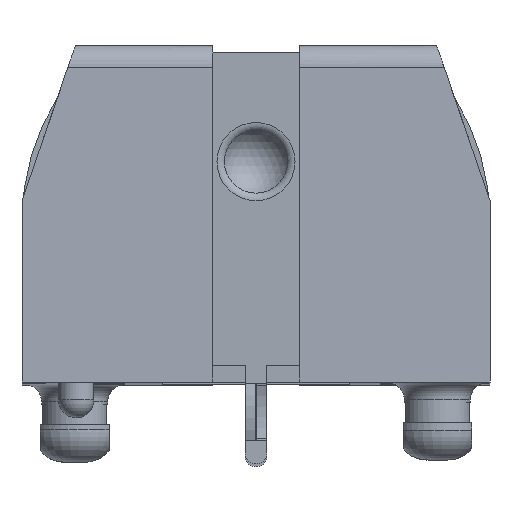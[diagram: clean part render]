
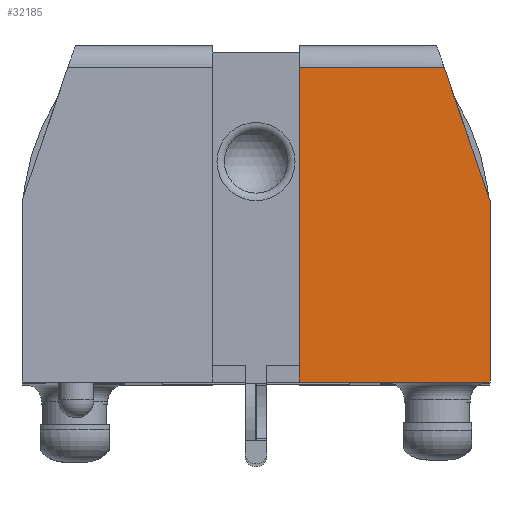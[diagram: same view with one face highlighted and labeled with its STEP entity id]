
A CAD part, top view. The second image highlights one B-rep face of the part: STEP entity #32185.
In plain terms, the highlighted planar face has unit normal (0, 0.018, 1).
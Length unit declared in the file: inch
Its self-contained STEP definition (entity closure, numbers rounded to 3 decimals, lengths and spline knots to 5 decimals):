
#428 = CARTESIAN_POINT ( 'NONE',  ( -0.0776, -0.39958, 1.40989 ) ) ;
#956 = CARTESIAN_POINT ( 'NONE',  ( 0.4039, 0.14612, 1.40037 ) ) ;
#3186 = VECTOR ( 'NONE', #36525, 39.37008 ) ;
#9611 = DIRECTION ( 'NONE',  ( -1., 0., 0. ) ) ;
#9667 = CARTESIAN_POINT ( 'NONE',  ( 0.4039, -0.39958, 1.40989 ) ) ;
#10001 = VERTEX_POINT ( 'NONE', #9667 ) ;
#10033 = ORIENTED_EDGE ( 'NONE', *, *, #14799, .F. ) ;
#10438 = EDGE_LOOP ( 'NONE', ( #20120, #14719, #36361, #10033, #19115 ) ) ;
#12146 = VERTEX_POINT ( 'NONE', #23815 ) ;
#13245 = LINE ( 'NONE', #956, #28698 ) ;
#13868 = LINE ( 'NONE', #428, #30290 ) ;
#14615 = EDGE_CURVE ( 'NONE', #33709, #26997, #26925, .T. ) ;
#14719 = ORIENTED_EDGE ( 'NONE', *, *, #31524, .T. ) ;
#14799 = EDGE_CURVE ( 'NONE', #26997, #10001, #13868, .T. ) ;
#14981 = CARTESIAN_POINT ( 'NONE',  ( 0.7354, -0.46758, 1.41108 ) ) ;
#15630 = FACE_OUTER_BOUND ( 'NONE', #10438, .T. ) ;
#15712 = CARTESIAN_POINT ( 'NONE',  ( 0.76715, -0.1768, 1.406 ) ) ;
#15769 = CARTESIAN_POINT ( 'NONE',  ( -0.0776, -0.46758, 1.41108 ) ) ;
#15987 = DIRECTION ( 'NONE',  ( 0.326, -0.945, 0.017 ) ) ;
#17400 = VECTOR ( 'NONE', #30071, 39.37008 ) ;
#18375 = LINE ( 'NONE', #26971, #17400 ) ;
#18893 = DIRECTION ( 'NONE',  ( 0., -1., 0.017 ) ) ;
#19115 = ORIENTED_EDGE ( 'NONE', *, *, #14615, .F. ) ;
#20120 = ORIENTED_EDGE ( 'NONE', *, *, #22928, .F. ) ;
#20878 = VECTOR ( 'NONE', #15987, 39.37008 ) ;
#22928 = EDGE_CURVE ( 'NONE', #12146, #33709, #37186, .T. ) ;
#23815 = CARTESIAN_POINT ( 'NONE',  ( 0.65596, 0.14612, 1.40037 ) ) ;
#26925 = LINE ( 'NONE', #14981, #3186 ) ;
#26971 = CARTESIAN_POINT ( 'NONE',  ( 0.4039, -0.46758, 1.41108 ) ) ;
#26997 = VERTEX_POINT ( 'NONE', #34994 ) ;
#27241 = CARTESIAN_POINT ( 'NONE',  ( 0.4039, 0.14612, 1.40037 ) ) ;
#28698 = VECTOR ( 'NONE', #28962, 39.37008 ) ;
#28962 = DIRECTION ( 'NONE',  ( -1., 0., 0. ) ) ;
#30071 = DIRECTION ( 'NONE',  ( 0., 1., -0.017 ) ) ;
#30290 = VECTOR ( 'NONE', #9611, 39.37008 ) ;
#30403 = AXIS2_PLACEMENT_3D ( 'NONE', #15769, #37295, #18893 ) ;
#31524 = EDGE_CURVE ( 'NONE', #12146, #39752, #13245, .T. ) ;
#32185 = ADVANCED_FACE ( 'NONE', ( #15630 ), #33933, .T. ) ;
#33709 = VERTEX_POINT ( 'NONE', #35015 ) ;
#33933 = PLANE ( 'NONE',  #30403 ) ;
#34994 = CARTESIAN_POINT ( 'NONE',  ( 0.7354, -0.39958, 1.40989 ) ) ;
#35015 = CARTESIAN_POINT ( 'NONE',  ( 0.7354, -0.08458, 1.40439 ) ) ;
#35482 = EDGE_CURVE ( 'NONE', #10001, #39752, #18375, .T. ) ;
#36361 = ORIENTED_EDGE ( 'NONE', *, *, #35482, .F. ) ;
#36525 = DIRECTION ( 'NONE',  ( 0., -1., 0.017 ) ) ;
#37186 = LINE ( 'NONE', #15712, #20878 ) ;
#37295 = DIRECTION ( 'NONE',  ( 0., 0.017, 1. ) ) ;
#39752 = VERTEX_POINT ( 'NONE', #27241 ) ;
